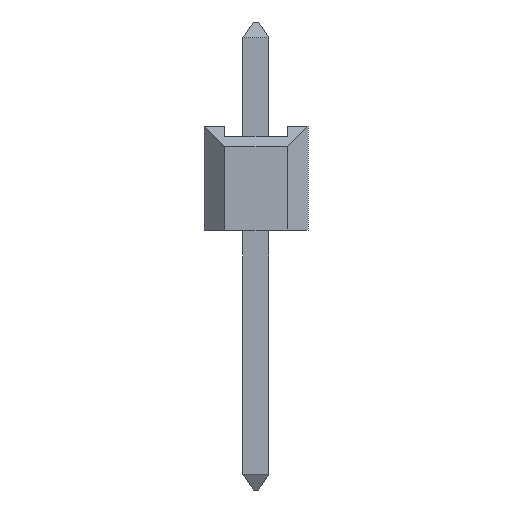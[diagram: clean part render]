
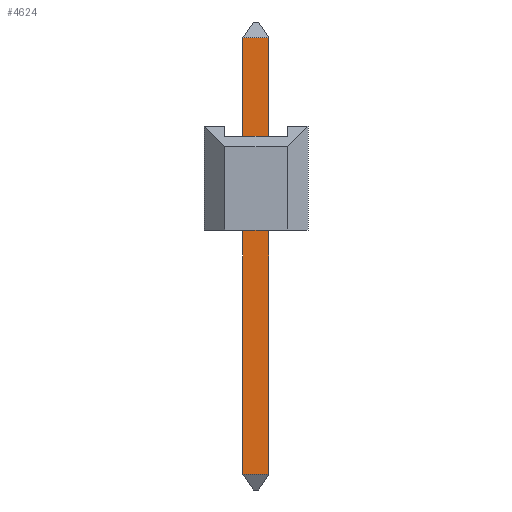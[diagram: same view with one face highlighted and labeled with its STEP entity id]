
A CAD part, front view. The second image highlights one B-rep face of the part: STEP entity #4624.
In plain terms, the highlighted planar face has unit normal (0, -1, 0).
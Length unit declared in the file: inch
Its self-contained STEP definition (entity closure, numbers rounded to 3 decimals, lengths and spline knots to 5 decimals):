
#4624=ADVANCED_FACE('',(#5684),#5168,.T.);
#5168=PLANE('',#13809);
#5684=FACE_OUTER_BOUND('',#6252,.T.);
#6252=EDGE_LOOP('',(#8475,#8476,#8477,#8478));
#8475=ORIENTED_EDGE('',*,*,#10665,.T.);
#8476=ORIENTED_EDGE('',*,*,#10673,.T.);
#8477=ORIENTED_EDGE('',*,*,#10670,.F.);
#8478=ORIENTED_EDGE('',*,*,#10674,.T.);
#9489=VERTEX_POINT('',#18413);
#9490=VERTEX_POINT('',#18415);
#9493=VERTEX_POINT('',#18425);
#9494=VERTEX_POINT('',#18426);
#10665=EDGE_CURVE('',#9490,#9489,#11913,.T.);
#10670=EDGE_CURVE('',#9493,#9494,#11918,.T.);
#10673=EDGE_CURVE('',#9489,#9494,#11921,.T.);
#10674=EDGE_CURVE('',#9493,#9490,#11922,.T.);
#11913=LINE('',#18414,#13161);
#11918=LINE('',#18424,#13166);
#11921=LINE('',#18430,#13169);
#11922=LINE('',#18431,#13170);
#13161=VECTOR('',#15880,1.);
#13166=VECTOR('',#15889,1.);
#13169=VECTOR('',#15894,1.);
#13170=VECTOR('',#15895,1.);
#13809=AXIS2_PLACEMENT_3D('',#18432,#15896,#15897);
#15880=DIRECTION('',(0.,0.,-1.));
#15889=DIRECTION('',(0.,0.,-1.));
#15894=DIRECTION('',(1.,0.,0.));
#15895=DIRECTION('',(-1.,0.,0.));
#15896=DIRECTION('',(0.,-1.,0.));
#15897=DIRECTION('',(0.,0.,-1.));
#18413=CARTESIAN_POINT('',(-0.0125,-0.0125,-0.235));
#18414=CARTESIAN_POINT('',(-0.0125,-0.0125,0.2));
#18415=CARTESIAN_POINT('',(-0.0125,-0.0125,0.185));
#18424=CARTESIAN_POINT('',(0.0125,-0.0125,0.2));
#18425=CARTESIAN_POINT('',(0.0125,-0.0125,0.185));
#18426=CARTESIAN_POINT('',(0.0125,-0.0125,-0.235));
#18430=CARTESIAN_POINT('',(0.0125,-0.0125,-0.235));
#18431=CARTESIAN_POINT('',(-0.0125,-0.0125,0.185));
#18432=CARTESIAN_POINT('',(0.0125,-0.0125,0.2));
